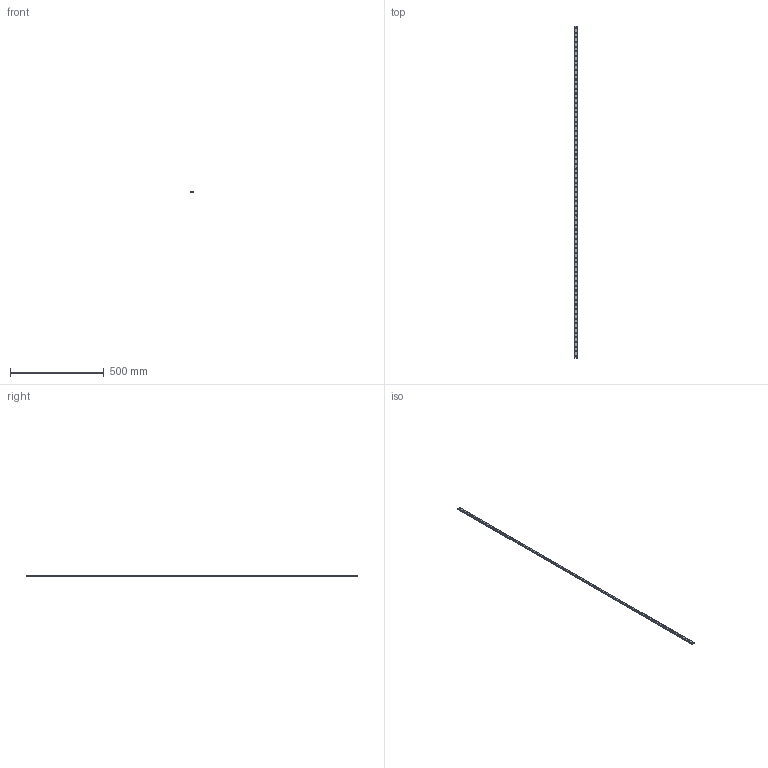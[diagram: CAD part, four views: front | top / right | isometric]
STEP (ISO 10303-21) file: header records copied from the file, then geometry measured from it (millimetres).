
FILE_DESCRIPTION(('STEP AP214'),'1');
FILE_NAME('cctmp_CAC52BE2-CAE2-4765-B45D-D04BDA8DA6AC_2021_02_19_10_15_19_0830..stp','2021-02-19T09:15:20',('HIWIN GmbH'),('CADClick - www.CADClick.com'),'Spatial InterOp 3D',' ','unknown authorization');
FILE_SCHEMA(('AUTOMOTIVE_DESIGN'));
Length unit declared in the file: millimetre
Products named in the file (1): MGNR12R1770CM_FILE
Bounding box: 12 x 1770 x 8 mm (x, y, z)
Volume: 151565.3 mm3; surface area: 88032.6 mm2
Topology: 1 solids, 1 shells, 734 faces, 1545 edges, 1030 vertices
Faces by surface type: cylinder 442, plane 292
Entity records: 25969 total; most frequent: DIRECTION 3899, CARTESIAN_POINT 3310, ORIENTED_EDGE 3090, AXIS2_PLACEMENT_3D 1619, EDGE_CURVE 1545, VERTEX_POINT 1030, EDGE_LOOP 951, CIRCLE 884
